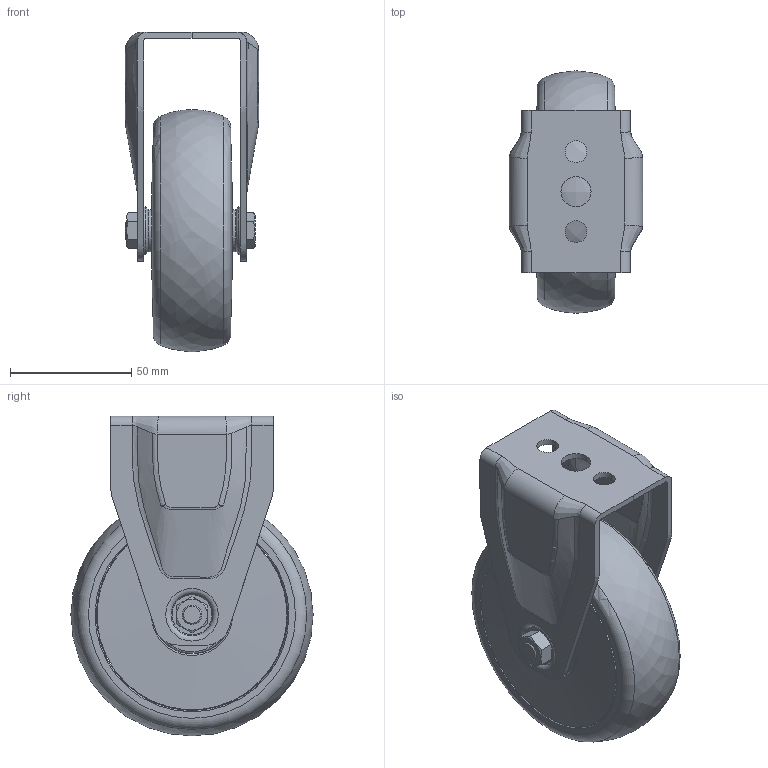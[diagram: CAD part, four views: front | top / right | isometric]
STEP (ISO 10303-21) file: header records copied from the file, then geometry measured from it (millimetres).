
FILE_DESCRIPTION(/* description */ (''),/* implementation_level */ '2;1');
FILE_NAME(/* name */ '19716_KriTec_Bockrolle_100.stp',/* time_stamp */ '2015-11-04T09:23:05+01:00',/* author */ ('kostic'),/* organization */ (''),/* preprocessor_version */ 'ST-DEVELOPER v15.2',/* originating_system */ 'Autodesk Inventor 2014',/* authorisation */ '');
FILE_SCHEMA (('CONFIG_CONTROL_DESIGN'));
Length unit declared in the file: millimetre
Products named in the file (1): 19716_KriTec_Bockrolle_100
Bounding box: 55 x 100 x 132 mm (x, y, z)
Volume: 107452.6 mm3; surface area: 81049.4 mm2
Topology: 7 solids, 7 shells, 163 faces, 404 edges, 266 vertices
Faces by surface type: plane 54, cylinder 40, bspline 35, torus 18, cone 16
Full cylindrical faces by diameter (mm): 6.64 x1, 8 x2, 8.3 x2, 9 x2, 12.4 x1, 17.5 x2, 23.6 x2, 24 x2, 28.6 x1, 32 x2, 32.54 x2, 69.392 x2, 71 x2, 78.4 x2, 79 x2, 90 x1
Entity records: 15027 total; most frequent: CARTESIAN_POINT 11659, ORIENTED_EDGE 642, DIRECTION 522, EDGE_CURVE 321, EDGE_LOOP 260, VERTEX_POINT 249, AXIS2_PLACEMENT_3D 231, FACE_OUTER_BOUND 163
